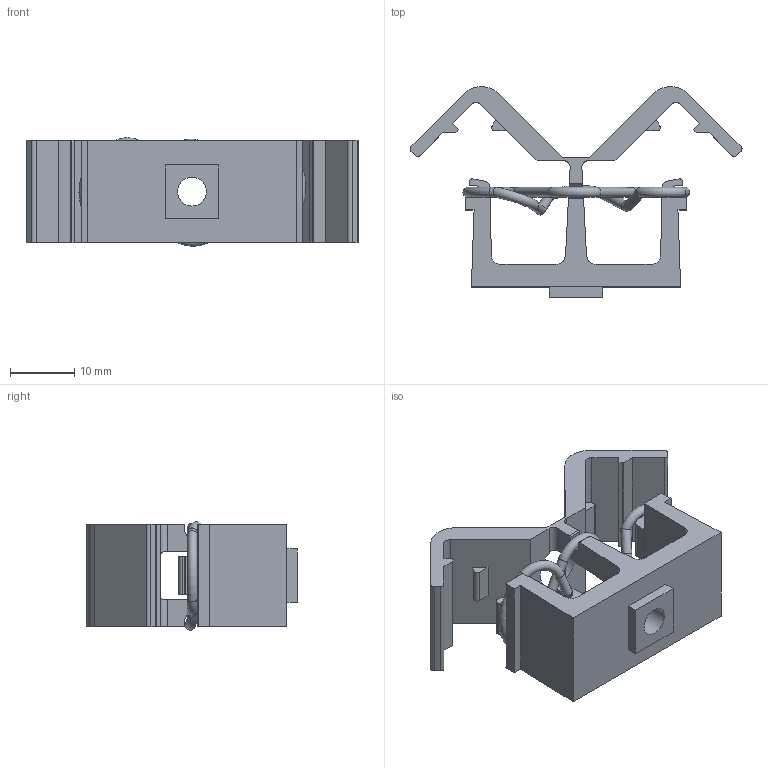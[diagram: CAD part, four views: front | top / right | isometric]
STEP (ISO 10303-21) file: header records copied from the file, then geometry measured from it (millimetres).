
FILE_DESCRIPTION(/* description */ ('STEP AP214'),/* implementation_level */ '2;1');
FILE_NAME(/* name */ '093401N08',/* time_stamp */ '2022-08-25T14:32:50+02:00',/* author */ ('License CC BY-ND 4.0'),/* organization */ ('CADENAS'),/* preprocessor_version */ 'ST-DEVELOPER v18.102',/* originating_system */ 'PARTsolutions',/* authorisation */ ' ');
FILE_SCHEMA (('AUTOMOTIVE_DESIGN {1 0 10303 214 3 1 1}'));
Length unit declared in the file: millimetre
Products named in the file (1): 093401N08
Bounding box: 51.73 x 32.79 x 16.88 mm (x, y, z)
Volume: 6015.4 mm3; surface area: 5883.1 mm2
Topology: 1 solids, 1 shells, 136 faces, 396 edges, 257 vertices
Faces by surface type: plane 78, cylinder 47, torus 9, sphere 2
Full cylindrical faces by diameter (mm): 1.52 x7, 4.5 x1, 7.7 x1
Entity records: 4390 total; most frequent: CARTESIAN_POINT 814, DIRECTION 741, ORIENTED_EDGE 734, EDGE_CURVE 367, AXIS2_PLACEMENT_3D 253, VERTEX_POINT 249, LINE 235, VECTOR 235
